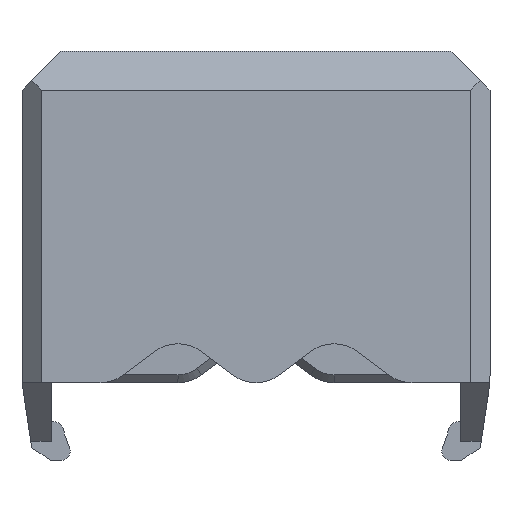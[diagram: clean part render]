
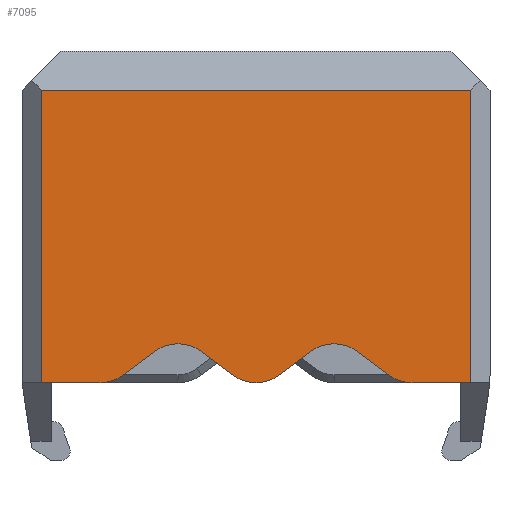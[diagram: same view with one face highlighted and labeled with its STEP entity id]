
A CAD part, front view. The second image highlights one B-rep face of the part: STEP entity #7095.
In plain terms, the highlighted planar face has unit normal (0, -1, 0).
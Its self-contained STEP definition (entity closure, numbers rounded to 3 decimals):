
#214 = VERTEX_POINT ( 'NONE', #4169 ) ;
#329 = VERTEX_POINT ( 'NONE', #17853 ) ;
#381 = VECTOR ( 'NONE', #7164, 1000. ) ;
#656 = LINE ( 'NONE', #15472, #29620 ) ;
#832 = LINE ( 'NONE', #9464, #26867 ) ;
#927 = LINE ( 'NONE', #17234, #1479 ) ;
#1075 = ORIENTED_EDGE ( 'NONE', *, *, #16514, .T. ) ;
#1479 = VECTOR ( 'NONE', #28650, 1000. ) ;
#1568 = ORIENTED_EDGE ( 'NONE', *, *, #7229, .F. ) ;
#1603 = CARTESIAN_POINT ( 'NONE',  ( -11., -35., 13. ) ) ;
#1788 = LINE ( 'NONE', #13223, #30803 ) ;
#1826 = EDGE_LOOP ( 'NONE', ( #22243, #26198, #27801, #18680, #5246, #29149, #26833, #14322, #1075, #18550, #1568, #2361, #16755, #36318 ) ) ;
#2035 = CARTESIAN_POINT ( 'NONE',  ( 4., -35., -2. ) ) ;
#2104 = CIRCLE ( 'NONE', #23004, 2. ) ;
#2361 = ORIENTED_EDGE ( 'NONE', *, *, #28256, .F. ) ;
#2721 = CARTESIAN_POINT ( 'NONE',  ( -1.2, -35., -1.6 ) ) ;
#4169 = CARTESIAN_POINT ( 'NONE',  ( 6.8, -35., -1.6 ) ) ;
#4761 = EDGE_CURVE ( 'NONE', #26974, #7212, #35465, .T. ) ;
#5246 = ORIENTED_EDGE ( 'NONE', *, *, #4761, .T. ) ;
#5525 = PLANE ( 'NONE',  #30469 ) ;
#6205 = AXIS2_PLACEMENT_3D ( 'NONE', #2035, #27517, #12719 ) ;
#6889 = VERTEX_POINT ( 'NONE', #20818 ) ;
#6979 = VERTEX_POINT ( 'NONE', #7119 ) ;
#7095 = ADVANCED_FACE ( 'NONE', ( #28394 ), #5525, .F. ) ;
#7119 = CARTESIAN_POINT ( 'NONE',  ( 11., -35., 13. ) ) ;
#7164 = DIRECTION ( 'NONE',  ( -0.8, 0., 0.6 ) ) ;
#7212 = VERTEX_POINT ( 'NONE', #34965 ) ;
#7229 = EDGE_CURVE ( 'NONE', #31156, #34507, #832, .T. ) ;
#7997 = VECTOR ( 'NONE', #34766, 1000. ) ;
#8292 = DIRECTION ( 'NONE',  ( 0., 1., 0. ) ) ;
#8840 = CARTESIAN_POINT ( 'NONE',  ( -2.8, -35., -0.4 ) ) ;
#9088 = CARTESIAN_POINT ( 'NONE',  ( -11., -35., -2. ) ) ;
#9464 = CARTESIAN_POINT ( 'NONE',  ( -5.2, -35., -0.4 ) ) ;
#9849 = LINE ( 'NONE', #9088, #13587 ) ;
#10219 = AXIS2_PLACEMENT_3D ( 'NONE', #35385, #24497, #26923 ) ;
#10558 = CARTESIAN_POINT ( 'NONE',  ( 6.8, -35., -1.6 ) ) ;
#10738 = CARTESIAN_POINT ( 'NONE',  ( 2.8, -35., -0.4 ) ) ;
#11372 = CIRCLE ( 'NONE', #10219, 2. ) ;
#12604 = LINE ( 'NONE', #10558, #381 ) ;
#12719 = DIRECTION ( 'NONE',  ( 0.6, 0., 0.8 ) ) ;
#12952 = VERTEX_POINT ( 'NONE', #8840 ) ;
#13223 = CARTESIAN_POINT ( 'NONE',  ( 11., -35., 13. ) ) ;
#13563 = EDGE_CURVE ( 'NONE', #18284, #6889, #23552, .T. ) ;
#13587 = VECTOR ( 'NONE', #18088, 1000. ) ;
#13968 = CARTESIAN_POINT ( 'NONE',  ( 0., -35., 5.498 ) ) ;
#14322 = ORIENTED_EDGE ( 'NONE', *, *, #31227, .F. ) ;
#14361 = VECTOR ( 'NONE', #33226, 1000. ) ;
#14639 = CIRCLE ( 'NONE', #23026, 2. ) ;
#14893 = DIRECTION ( 'NONE',  ( -0.8, 0., -0.6 ) ) ;
#14926 = DIRECTION ( 'NONE',  ( 0., 1., 0. ) ) ;
#15472 = CARTESIAN_POINT ( 'NONE',  ( -11., -35., 13. ) ) ;
#15909 = EDGE_CURVE ( 'NONE', #214, #18284, #12604, .T. ) ;
#15937 = DIRECTION ( 'NONE',  ( 0., 1., 0. ) ) ;
#16514 = EDGE_CURVE ( 'NONE', #36672, #23970, #9849, .T. ) ;
#16755 = ORIENTED_EDGE ( 'NONE', *, *, #31943, .F. ) ;
#17234 = CARTESIAN_POINT ( 'NONE',  ( -11., -35., -2. ) ) ;
#17754 = CARTESIAN_POINT ( 'NONE',  ( -8., -35., 0. ) ) ;
#17853 = CARTESIAN_POINT ( 'NONE',  ( 1.2, -35., -1.6 ) ) ;
#18088 = DIRECTION ( 'NONE',  ( 1., 0., 0. ) ) ;
#18284 = VERTEX_POINT ( 'NONE', #24248 ) ;
#18550 = ORIENTED_EDGE ( 'NONE', *, *, #31610, .F. ) ;
#18680 = ORIENTED_EDGE ( 'NONE', *, *, #22991, .F. ) ;
#19558 = CARTESIAN_POINT ( 'NONE',  ( -6.8, -35., -1.6 ) ) ;
#19724 = CARTESIAN_POINT ( 'NONE',  ( 0., -35., 0. ) ) ;
#20650 = EDGE_CURVE ( 'NONE', #6979, #7212, #1788, .T. ) ;
#20818 = CARTESIAN_POINT ( 'NONE',  ( 2.8, -35., -0.4 ) ) ;
#21268 = EDGE_CURVE ( 'NONE', #329, #29011, #14639, .T. ) ;
#21451 = CARTESIAN_POINT ( 'NONE',  ( -1.2, -35., -1.6 ) ) ;
#22169 = DIRECTION ( 'NONE',  ( -0.8, 0., -0.6 ) ) ;
#22243 = ORIENTED_EDGE ( 'NONE', *, *, #28965, .F. ) ;
#22488 = CARTESIAN_POINT ( 'NONE',  ( -8., -35., -2. ) ) ;
#22772 = DIRECTION ( 'NONE',  ( 1., 0., 0. ) ) ;
#22991 = EDGE_CURVE ( 'NONE', #26974, #214, #11372, .T. ) ;
#23004 = AXIS2_PLACEMENT_3D ( 'NONE', #17754, #14926, #35005 ) ;
#23026 = AXIS2_PLACEMENT_3D ( 'NONE', #19724, #8292, #36975 ) ;
#23552 = CIRCLE ( 'NONE', #6205, 2. ) ;
#23935 = CARTESIAN_POINT ( 'NONE',  ( -11., -35., -2. ) ) ;
#23970 = VERTEX_POINT ( 'NONE', #22488 ) ;
#24248 = CARTESIAN_POINT ( 'NONE',  ( 5.2, -35., -0.4 ) ) ;
#24497 = DIRECTION ( 'NONE',  ( 0., 1., 0. ) ) ;
#24650 = DIRECTION ( 'NONE',  ( 0., 0., -1. ) ) ;
#24671 = VERTEX_POINT ( 'NONE', #1603 ) ;
#26198 = ORIENTED_EDGE ( 'NONE', *, *, #13563, .F. ) ;
#26327 = DIRECTION ( 'NONE',  ( 1., 0., 0. ) ) ;
#26833 = ORIENTED_EDGE ( 'NONE', *, *, #27213, .F. ) ;
#26867 = VECTOR ( 'NONE', #14893, 1000. ) ;
#26923 = DIRECTION ( 'NONE',  ( 0., 0., -1. ) ) ;
#26974 = VERTEX_POINT ( 'NONE', #30333 ) ;
#27213 = EDGE_CURVE ( 'NONE', #24671, #6979, #656, .T. ) ;
#27517 = DIRECTION ( 'NONE',  ( 0., -1., 0. ) ) ;
#27801 = ORIENTED_EDGE ( 'NONE', *, *, #15909, .F. ) ;
#28096 = DIRECTION ( 'NONE',  ( 0., -1., 0. ) ) ;
#28256 = EDGE_CURVE ( 'NONE', #12952, #31156, #34732, .T. ) ;
#28394 = FACE_OUTER_BOUND ( 'NONE', #1826, .T. ) ;
#28650 = DIRECTION ( 'NONE',  ( 0., 0., 1. ) ) ;
#28965 = EDGE_CURVE ( 'NONE', #6889, #329, #36430, .T. ) ;
#29011 = VERTEX_POINT ( 'NONE', #21451 ) ;
#29149 = ORIENTED_EDGE ( 'NONE', *, *, #20650, .F. ) ;
#29620 = VECTOR ( 'NONE', #26327, 1000. ) ;
#29939 = AXIS2_PLACEMENT_3D ( 'NONE', #33560, #28096, #30745 ) ;
#30333 = CARTESIAN_POINT ( 'NONE',  ( 8., -35., -2. ) ) ;
#30469 = AXIS2_PLACEMENT_3D ( 'NONE', #13968, #15937, #22772 ) ;
#30745 = DIRECTION ( 'NONE',  ( 0.6, 0., 0.8 ) ) ;
#30803 = VECTOR ( 'NONE', #24650, 1000. ) ;
#31156 = VERTEX_POINT ( 'NONE', #31665 ) ;
#31227 = EDGE_CURVE ( 'NONE', #36672, #24671, #927, .T. ) ;
#31237 = VECTOR ( 'NONE', #22169, 1000. ) ;
#31610 = EDGE_CURVE ( 'NONE', #34507, #23970, #2104, .T. ) ;
#31665 = CARTESIAN_POINT ( 'NONE',  ( -5.2, -35., -0.4 ) ) ;
#31943 = EDGE_CURVE ( 'NONE', #29011, #12952, #37021, .T. ) ;
#33226 = DIRECTION ( 'NONE',  ( 1., 0., 0. ) ) ;
#33560 = CARTESIAN_POINT ( 'NONE',  ( -4., -35., -2. ) ) ;
#34507 = VERTEX_POINT ( 'NONE', #19558 ) ;
#34732 = CIRCLE ( 'NONE', #29939, 2. ) ;
#34766 = DIRECTION ( 'NONE',  ( -0.8, 0., 0.6 ) ) ;
#34965 = CARTESIAN_POINT ( 'NONE',  ( 11., -35., -2. ) ) ;
#35005 = DIRECTION ( 'NONE',  ( 0.6, 0., -0.8 ) ) ;
#35385 = CARTESIAN_POINT ( 'NONE',  ( 8., -35., 0. ) ) ;
#35465 = LINE ( 'NONE', #36022, #14361 ) ;
#36022 = CARTESIAN_POINT ( 'NONE',  ( 8., -35., -2. ) ) ;
#36318 = ORIENTED_EDGE ( 'NONE', *, *, #21268, .F. ) ;
#36430 = LINE ( 'NONE', #10738, #31237 ) ;
#36672 = VERTEX_POINT ( 'NONE', #23935 ) ;
#36975 = DIRECTION ( 'NONE',  ( 0.6, 0., -0.8 ) ) ;
#37021 = LINE ( 'NONE', #2721, #7997 ) ;
